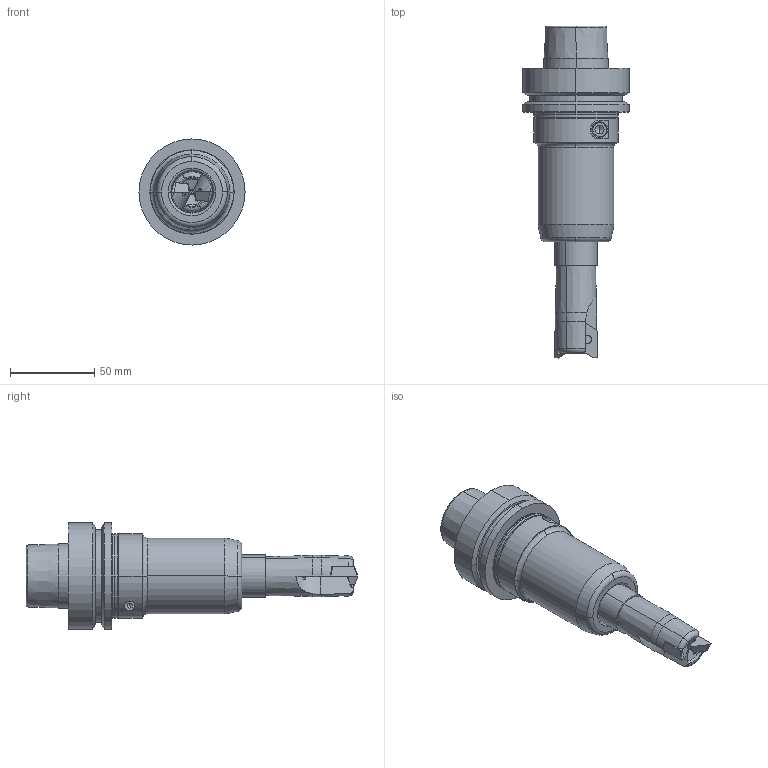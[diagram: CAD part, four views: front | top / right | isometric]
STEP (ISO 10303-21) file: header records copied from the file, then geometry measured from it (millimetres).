
FILE_DESCRIPTION(/* description */ ('Alibre Inc.'),/* implementation_level */ '2;1');
FILE_NAME(/* name */ 'export-543FE4BA-1B35-4391-818A-6C3DB49267BD',/* time_stamp */ '2024-08-14T08:58:13+02:00',/* author */ (''),/* organization */ (''),/* preprocessor_version */ 'ST-DEVELOPER v17',/* originating_system */ 'Alibre',/* authorisation */ '');
FILE_SCHEMA (('AUTOMOTIVE_DESIGN'));
Length unit declared in the file: millimetre
Products named in the file (4): TE90XEV 225-25-16; G2-25_HSK63F; XEVT 160504R-AL
Bounding box: 63 x 196.98 x 63 mm (x, y, z)
Volume: 230947.7 mm3; surface area: 48422.6 mm2
Topology: 4 solids, 4 shells, 213 faces, 527 edges, 329 vertices
Faces by surface type: plane 65, cylinder 51, cone 44, torus 39, bspline 14
Entity records: 6516 total; most frequent: CARTESIAN_POINT 1872, ORIENTED_EDGE 974, DIRECTION 880, EDGE_CURVE 487, AXIS2_PLACEMENT_3D 399, VERTEX_POINT 305, EDGE_LOOP 218, FACE_BOUND 218
